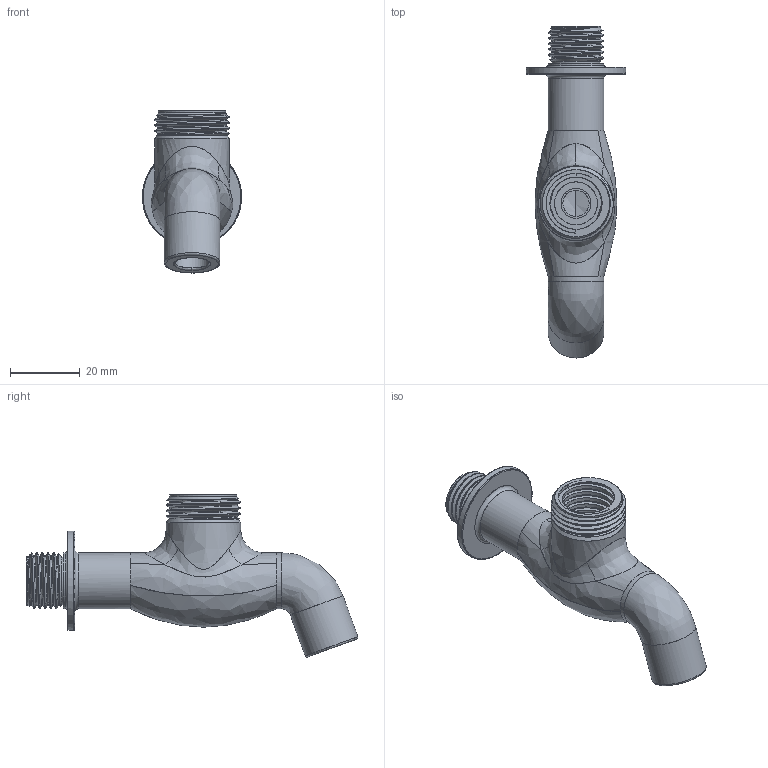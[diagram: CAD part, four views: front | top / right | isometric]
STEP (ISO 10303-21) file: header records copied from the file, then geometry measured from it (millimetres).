
FILE_DESCRIPTION(('FreeCAD Model'),'2;1');
FILE_NAME('Open CASCADE Shape Model','2025-05-03T13:03:49',('FreeCAD'),( 'FreeCAD'),'Open CASCADE STEP processor 7.6','FreeCAD','Unknown');
FILE_SCHEMA(('AUTOMOTIVE_DESIGN { 1 0 10303 214 1 1 1 1 }'));
Length unit declared in the file: millimetre
Products named in the file (1): Open CASCADE STEP translator 7.6 1
Bounding box: 28.53 x 95.45 x 46.62 mm (x, y, z)
Surface area: 14023.6 mm2 (no closed solid volume)
Topology: 0 solids, 145 shells, 145 faces, 711 edges, 672 vertices
Faces by surface type: bspline 145
Entity records: 21900 total; most frequent: CARTESIAN_POINT 18403, ORIENTED_EDGE 711, EDGE_CURVE 711, VERTEX_POINT 711, B_SPLINE_CURVE_WITH_KNOTS 525, FACE_BOUND 155, EDGE_LOOP 155, SHELL_BASED_SURFACE_MODEL 145
